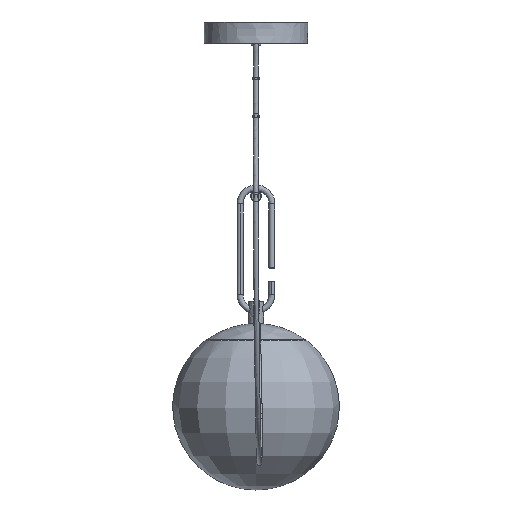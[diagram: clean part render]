
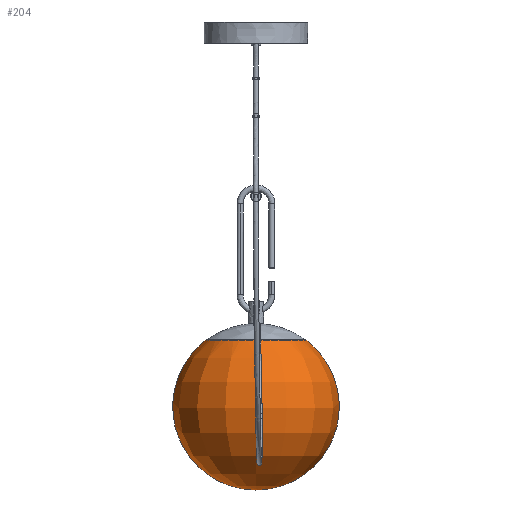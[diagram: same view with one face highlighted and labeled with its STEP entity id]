
A CAD part, front view. The second image highlights one B-rep face of the part: STEP entity #204.
In plain terms, the highlighted free-form (B-spline) face has degree [2, 2] with [5, 5] control points.
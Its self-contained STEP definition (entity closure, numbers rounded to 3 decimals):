
#204=ADVANCED_FACE($,(#402),#2570,.T.);
#402=FACE_OUTER_BOUND($,#602,.T.);
#602=EDGE_LOOP($,(#842,#843,#844));
#842=ORIENTED_EDGE($,*,*,#1738,.T.);
#843=ORIENTED_EDGE($,*,*,#1740,.T.);
#844=ORIENTED_EDGE($,*,*,#1757,.F.);
#1738=EDGE_CURVE($,#2216,#2218,#2897,.T.);
#1740=EDGE_CURVE($,#2218,#2217,#2899,.T.);
#1757=EDGE_CURVE($,#2216,#2217,#2915,.T.);
#2216=VERTEX_POINT($,#3671);
#2217=VERTEX_POINT($,#3672);
#2218=VERTEX_POINT($,#3673);
#2570=(
BOUNDED_SURFACE()
B_SPLINE_SURFACE(2,2,((#3557,#3558,#3559,#3560,#3561),(#3562,#3563,#3564,
#3565,#3566),(#3567,#3568,#3569,#3570,#3571),(#3572,#3573,#3574,#3575,#3576),
(#3577,#3578,#3579,#3580,#3581)),.UNSPECIFIED.,.F.,.F.,.F.)
B_SPLINE_SURFACE_WITH_KNOTS((3,2,3),(3,2,3),(345.575,518.363,
691.15),(0.,137.395,274.79),.UNSPECIFIED.)
GEOMETRIC_REPRESENTATION_ITEM()
RATIONAL_B_SPLINE_SURFACE(((1.,0.811,1.,0.811,1.),
(0.707,0.574,0.707,0.574,
0.707),(1.,0.811,1.,0.811,1.),(0.707,
0.574,0.707,0.574,0.707),
(1.,0.811,1.,0.811,1.)))
REPRESENTATION_ITEM($)
SURFACE()
);
#2897=(
BOUNDED_CURVE()
B_SPLINE_CURVE(2,(#3319,#3320,#3321,#3322,#3323),.UNSPECIFIED.,.F.,.F.)
B_SPLINE_CURVE_WITH_KNOTS((3,2,3),(0.,137.395,274.79),
.UNSPECIFIED.)
CURVE()
GEOMETRIC_REPRESENTATION_ITEM()
RATIONAL_B_SPLINE_CURVE((1.,0.811,1.,0.811,1.))
REPRESENTATION_ITEM($)
);
#2899=(
BOUNDED_CURVE()
B_SPLINE_CURVE(2,(#3329,#3330,#3331,#3332,#3333),.UNSPECIFIED.,.F.,.F.)
B_SPLINE_CURVE_WITH_KNOTS((3,2,3),(207.345,311.018,414.69),
.UNSPECIFIED.)
CURVE()
GEOMETRIC_REPRESENTATION_ITEM()
RATIONAL_B_SPLINE_CURVE((1.,0.707,1.,0.707,1.))
REPRESENTATION_ITEM($)
);
#2915=(
BOUNDED_CURVE()
B_SPLINE_CURVE(2,(#3403,#3404,#3405,#3406,#3407),.UNSPECIFIED.,.F.,.F.)
B_SPLINE_CURVE_WITH_KNOTS((3,2,3),(0.,137.395,274.79),
.UNSPECIFIED.)
CURVE()
GEOMETRIC_REPRESENTATION_ITEM()
RATIONAL_B_SPLINE_CURVE((1.,0.811,1.,0.811,1.))
REPRESENTATION_ITEM($)
);
#3319=CARTESIAN_POINT($,(0.,483.4,-388.));
#3320=CARTESIAN_POINT($,(79.284,483.4,-388.));
#3321=CARTESIAN_POINT($,(104.355,483.4,-312.785));
#3322=CARTESIAN_POINT($,(129.427,483.4,-237.57));
#3323=CARTESIAN_POINT($,(66.,483.4,-190.));
#3329=CARTESIAN_POINT($,(66.,483.4,-190.));
#3330=CARTESIAN_POINT($,(66.,417.4,-190.));
#3331=CARTESIAN_POINT($,(0.,417.4,-190.));
#3332=CARTESIAN_POINT($,(-66.,417.4,-190.));
#3333=CARTESIAN_POINT($,(-66.,483.4,-190.));
#3403=CARTESIAN_POINT($,(0.,483.4,-388.));
#3404=CARTESIAN_POINT($,(-79.284,483.4,-388.));
#3405=CARTESIAN_POINT($,(-104.355,483.4,-312.785));
#3406=CARTESIAN_POINT($,(-129.427,483.4,-237.57));
#3407=CARTESIAN_POINT($,(-66.,483.4,-190.));
#3557=CARTESIAN_POINT($,(0.,483.4,-388.));
#3558=CARTESIAN_POINT($,(-79.284,483.4,-388.));
#3559=CARTESIAN_POINT($,(-104.355,483.4,-312.785));
#3560=CARTESIAN_POINT($,(-129.427,483.4,-237.57));
#3561=CARTESIAN_POINT($,(-66.,483.4,-190.));
#3562=CARTESIAN_POINT($,(0.,483.4,-388.));
#3563=CARTESIAN_POINT($,(-79.284,404.116,-388.));
#3564=CARTESIAN_POINT($,(-104.355,379.045,-312.785));
#3565=CARTESIAN_POINT($,(-129.427,353.973,-237.57));
#3566=CARTESIAN_POINT($,(-66.,417.4,-190.));
#3567=CARTESIAN_POINT($,(0.,483.4,-388.));
#3568=CARTESIAN_POINT($,(0.,404.116,-388.));
#3569=CARTESIAN_POINT($,(0.,379.045,-312.785));
#3570=CARTESIAN_POINT($,(0.,353.973,-237.57));
#3571=CARTESIAN_POINT($,(0.,417.4,-190.));
#3572=CARTESIAN_POINT($,(0.,483.4,-388.));
#3573=CARTESIAN_POINT($,(79.284,404.116,-388.));
#3574=CARTESIAN_POINT($,(104.355,379.045,-312.785));
#3575=CARTESIAN_POINT($,(129.427,353.973,-237.57));
#3576=CARTESIAN_POINT($,(66.,417.4,-190.));
#3577=CARTESIAN_POINT($,(0.,483.4,-388.));
#3578=CARTESIAN_POINT($,(79.284,483.4,-388.));
#3579=CARTESIAN_POINT($,(104.355,483.4,-312.785));
#3580=CARTESIAN_POINT($,(129.427,483.4,-237.57));
#3581=CARTESIAN_POINT($,(66.,483.4,-190.));
#3671=CARTESIAN_POINT($,(0.,483.4,-388.));
#3672=CARTESIAN_POINT($,(-66.,483.4,-190.));
#3673=CARTESIAN_POINT($,(66.,483.4,-190.));
